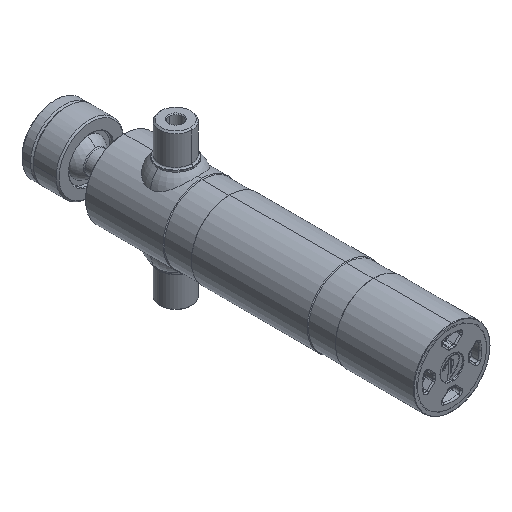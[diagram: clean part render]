
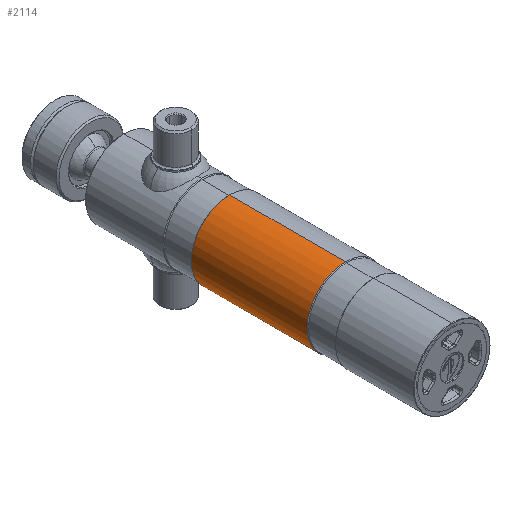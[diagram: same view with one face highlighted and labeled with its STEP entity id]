
A CAD part, isometric view. The second image highlights one B-rep face of the part: STEP entity #2114.
In plain terms, the highlighted cylindrical face has radius 54 mm (diameter 108 mm), a partial arc.
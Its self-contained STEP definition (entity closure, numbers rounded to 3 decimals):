
#262 = EDGE_CURVE ( 'NONE', #5084, #1697, #3850, .T. ) ;
#543 = ORIENTED_EDGE ( 'NONE', *, *, #3096, .T. ) ;
#664 = DIRECTION ( 'NONE',  ( 0., -1., 0. ) ) ;
#709 = DIRECTION ( 'NONE',  ( 0., -1., 0. ) ) ;
#929 = FACE_OUTER_BOUND ( 'NONE', #7738, .T. ) ;
#1368 = AXIS2_PLACEMENT_3D ( 'NONE', #5272, #664, #6047 ) ;
#1671 = ORIENTED_EDGE ( 'NONE', *, *, #5367, .T. ) ;
#1697 = VERTEX_POINT ( 'NONE', #3833 ) ;
#1773 = VECTOR ( 'NONE', #4137, 1000. ) ;
#2114 = ADVANCED_FACE ( 'NONE', ( #929 ), #4541, .T. ) ;
#2196 = EDGE_CURVE ( 'NONE', #1697, #8024, #8362, .T. ) ;
#2561 = CARTESIAN_POINT ( 'NONE',  ( 0., 157.089, 0. ) ) ;
#3096 = EDGE_CURVE ( 'NONE', #6366, #8024, #4869, .T. ) ;
#3288 = CIRCLE ( 'NONE', #1368, 54. ) ;
#3348 = DIRECTION ( 'NONE',  ( 0., 0., 1. ) ) ;
#3504 = CARTESIAN_POINT ( 'NONE',  ( 0., 320.089, 54. ) ) ;
#3833 = CARTESIAN_POINT ( 'NONE',  ( 0., 157.089, 54. ) ) ;
#3850 = LINE ( 'NONE', #5502, #1773 ) ;
#4137 = DIRECTION ( 'NONE',  ( 0., -1., 0. ) ) ;
#4541 = CYLINDRICAL_SURFACE ( 'NONE', #6771, 54. ) ;
#4546 = CARTESIAN_POINT ( 'NONE',  ( 0., -10.371, 0. ) ) ;
#4869 = LINE ( 'NONE', #7593, #6664 ) ;
#5084 = VERTEX_POINT ( 'NONE', #3504 ) ;
#5272 = CARTESIAN_POINT ( 'NONE',  ( 0., 320.089, 0. ) ) ;
#5319 = DIRECTION ( 'NONE',  ( 0., -1., 0. ) ) ;
#5367 = EDGE_CURVE ( 'NONE', #5084, #6366, #3288, .T. ) ;
#5502 = CARTESIAN_POINT ( 'NONE',  ( 0., -10.371, 54. ) ) ;
#6047 = DIRECTION ( 'NONE',  ( 0., 0., 1. ) ) ;
#6366 = VERTEX_POINT ( 'NONE', #7592 ) ;
#6664 = VECTOR ( 'NONE', #709, 1000. ) ;
#6771 = AXIS2_PLACEMENT_3D ( 'NONE', #4546, #5319, #9115 ) ;
#6901 = CARTESIAN_POINT ( 'NONE',  ( 0., 157.089, -54. ) ) ;
#7068 = ORIENTED_EDGE ( 'NONE', *, *, #2196, .F. ) ;
#7374 = ORIENTED_EDGE ( 'NONE', *, *, #262, .F. ) ;
#7592 = CARTESIAN_POINT ( 'NONE',  ( 0., 320.089, -54. ) ) ;
#7593 = CARTESIAN_POINT ( 'NONE',  ( 0., -10.371, -54. ) ) ;
#7738 = EDGE_LOOP ( 'NONE', ( #1671, #543, #7068, #7374 ) ) ;
#7935 = DIRECTION ( 'NONE',  ( 0., -1., 0. ) ) ;
#8024 = VERTEX_POINT ( 'NONE', #6901 ) ;
#8311 = AXIS2_PLACEMENT_3D ( 'NONE', #2561, #7935, #3348 ) ;
#8362 = CIRCLE ( 'NONE', #8311, 54. ) ;
#9115 = DIRECTION ( 'NONE',  ( 0., 0., 1. ) ) ;
